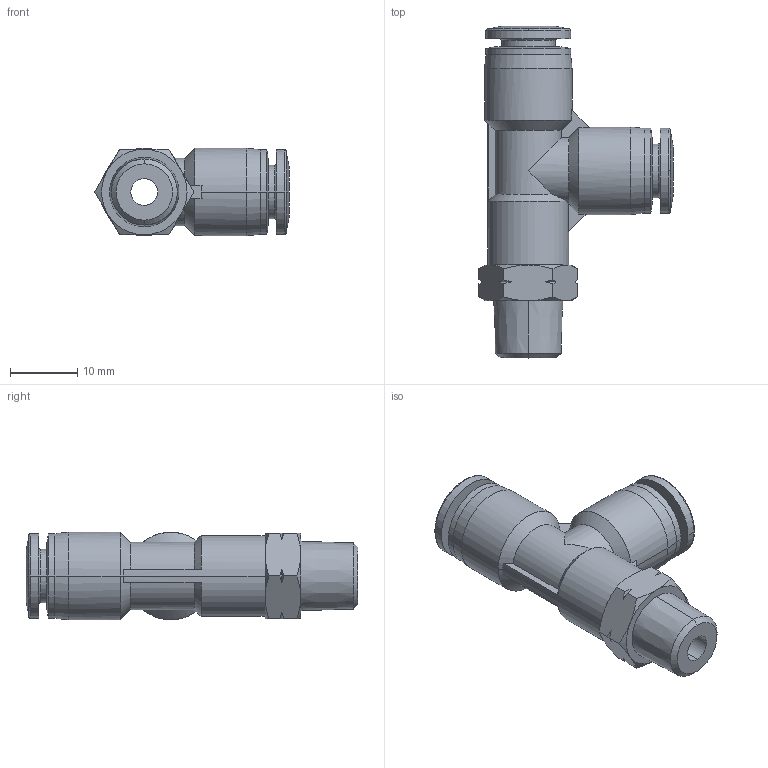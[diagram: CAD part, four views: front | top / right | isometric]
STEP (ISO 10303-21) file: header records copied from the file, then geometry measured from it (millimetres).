
FILE_DESCRIPTION (( 'STEP AP214' ), '1' );
FILE_NAME ('MRT14-18N.step', '2016-02-24T20:43:48', ( '' ), ( '' ), 'SwSTEP 2.0', 'SolidWorks 2015', '' );
FILE_SCHEMA (( 'AUTOMOTIVE_DESIGN' ));
Length unit declared in the file: inch
Products named in the file (1): MRT14-18N
Bounding box: 28.83 x 49.3 x 13 mm (x, y, z)
Volume: 5624.1 mm3; surface area: 4162.4 mm2
Topology: 1 solids, 1 shells, 116 faces, 289 edges, 180 vertices
Faces by surface type: cone 50, cylinder 31, plane 23, bspline 8, torus 4
Entity records: 5167 total; most frequent: CARTESIAN_POINT 944, ORIENTED_EDGE 578, DIRECTION 557, EDGE_CURVE 289, AXIS2_PLACEMENT_3D 237, VERTEX_POINT 180, CIRCLE 128, EDGE_LOOP 125
